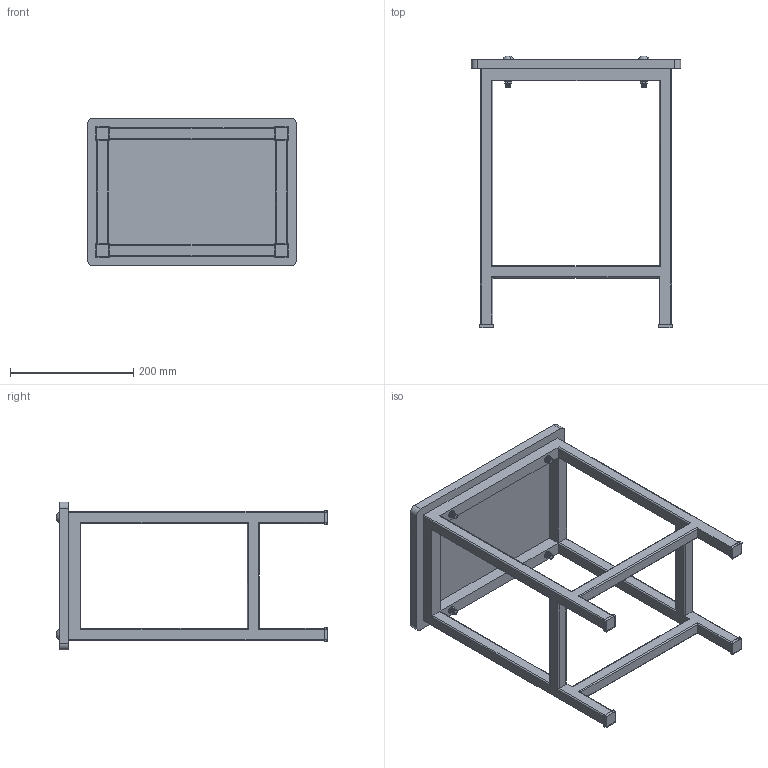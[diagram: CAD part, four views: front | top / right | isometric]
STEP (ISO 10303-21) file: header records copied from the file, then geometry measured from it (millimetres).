
FILE_DESCRIPTION (( 'STEP AP214' ), '1' );
FILE_NAME ('眛赽.STEP', '2025-01-17T12:11:58', ( '' ), ( '' ), 'SwSTEP 2.0', 'SolidWorks 2024', '' );
FILE_SCHEMA (( 'AUTOMOTIVE_DESIGN' ));
Length unit declared in the file: millimetre
Products named in the file (7): 凳腿; M8x45盘头螺钉; 椅子; M8六角螺母; M8圆垫片; 凳腿垫; 凳面
Assembly tree (18 placements, depth 2):
  椅子
    凳腿
    凳面
    M8x45盘头螺钉  x4
    M8圆垫片  x4
    M8六角螺母  x4
    凳腿垫  x4
Bounding box: 340 x 441 x 240 mm (x, y, z)
Volume: 2599494.9 mm3; surface area: 463833.6 mm2
Topology: 18 solids, 18 shells, 746 faces, 2046 edges, 1349 vertices
Faces by surface type: cylinder 461, plane 159, bspline 118, torus 8
Entity records: 23827 total; most frequent: CARTESIAN_POINT 15761, ORIENTED_EDGE 1944, DIRECTION 1186, EDGE_CURVE 972, VERTEX_POINT 638, VECTOR 450, LINE 450, EDGE_LOOP 390
